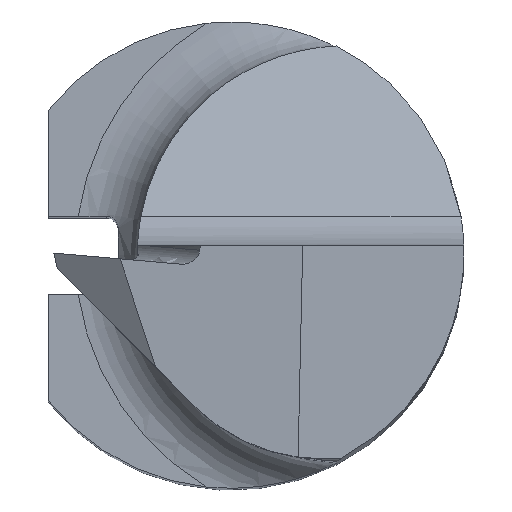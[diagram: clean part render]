
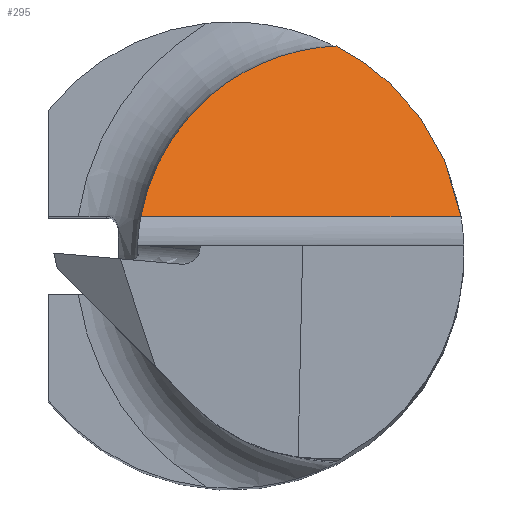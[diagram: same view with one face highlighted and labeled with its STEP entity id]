
A CAD part, top view. The second image highlights one B-rep face of the part: STEP entity #295.
In plain terms, the highlighted planar face has unit normal (0, 0.766, 0.643).
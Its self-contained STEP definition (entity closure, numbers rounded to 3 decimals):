
#1 = VECTOR ( 'NONE', #1098, 1000. ) ;
#12 = CARTESIAN_POINT ( 'NONE',  ( 2.962, 0.474, 26.623 ) ) ;
#39 = CARTESIAN_POINT ( 'NONE',  ( 1.358, 2.675, 24. ) ) ;
#51 = DIRECTION ( 'NONE',  ( 0., 0.643, -0.766 ) ) ;
#95 = EDGE_CURVE ( 'NONE', #267, #904, #1084, .T. ) ;
#133 = CARTESIAN_POINT ( 'NONE',  ( -1.158, 0.474, 26.623 ) ) ;
#153 = CARTESIAN_POINT ( 'NONE',  ( 2.231, 2.232, 24.528 ) ) ;
#180 = CARTESIAN_POINT ( 'NONE',  ( -0.927, 1.758, 25.093 ) ) ;
#267 = VERTEX_POINT ( 'NONE', #12 ) ;
#295 = ADVANCED_FACE ( 'NONE', ( #917 ), #1012, .F. ) ;
#317 = LINE ( 'NONE', #684, #1 ) ;
#333 = ORIENTED_EDGE ( 'NONE', *, *, #95, .T. ) ;
#352 = ORIENTED_EDGE ( 'NONE', *, *, #456, .T. ) ;
#373 = CARTESIAN_POINT ( 'NONE',  ( 1.358, 2.675, 24. ) ) ;
#456 = EDGE_CURVE ( 'NONE', #904, #871, #1137, .T. ) ;
#457 = CARTESIAN_POINT ( 'NONE',  ( 0.055, 2.617, 24.069 ) ) ;
#526 = DIRECTION ( 'NONE',  ( 0., -0.766, -0.643 ) ) ;
#529 = CARTESIAN_POINT ( 'NONE',  ( 2.962, 0.474, 26.623 ) ) ;
#612 = EDGE_LOOP ( 'NONE', ( #936, #333, #352 ) ) ;
#631 = CARTESIAN_POINT ( 'NONE',  ( 3., 2.675, 24. ) ) ;
#684 = CARTESIAN_POINT ( 'NONE',  ( 3., 0.474, 26.623 ) ) ;
#804 = CARTESIAN_POINT ( 'NONE',  ( 2.807, 1.441, 25.471 ) ) ;
#871 = VERTEX_POINT ( 'NONE', #133 ) ;
#904 = VERTEX_POINT ( 'NONE', #373 ) ;
#917 = FACE_OUTER_BOUND ( 'NONE', #612, .T. ) ;
#927 = EDGE_CURVE ( 'NONE', #267, #871, #317, .T. ) ;
#936 = ORIENTED_EDGE ( 'NONE', *, *, #927, .F. ) ;
#1012 = PLANE ( 'NONE',  #1209 ) ;
#1055 = CARTESIAN_POINT ( 'NONE',  ( 1.358, 2.675, 24. ) ) ;
#1084 =( BOUNDED_CURVE ( )  B_SPLINE_CURVE ( 3, ( #529, #804, #153, #39 ),
 .UNSPECIFIED., .F., .T. ) 
 B_SPLINE_CURVE_WITH_KNOTS ( ( 4, 4 ),
 ( 4.871, 5.813 ),
 .UNSPECIFIED. ) 
 CURVE ( )  GEOMETRIC_REPRESENTATION_ITEM ( )  RATIONAL_B_SPLINE_CURVE ( ( 1., 0.927, 0.927, 1. ) ) 
 REPRESENTATION_ITEM ( '' )  );
#1098 = DIRECTION ( 'NONE',  ( -1., 0., 0. ) ) ;
#1137 =( BOUNDED_CURVE ( )  B_SPLINE_CURVE ( 3, ( #1055, #457, #180, #1266 ),
 .UNSPECIFIED., .F., .T. ) 
 B_SPLINE_CURVE_WITH_KNOTS ( ( 4, 4 ),
 ( 0.045, 1.393 ),
 .UNSPECIFIED. ) 
 CURVE ( )  GEOMETRIC_REPRESENTATION_ITEM ( )  RATIONAL_B_SPLINE_CURVE ( ( 1., 0.854, 0.854, 1. ) ) 
 REPRESENTATION_ITEM ( '' )  );
#1209 = AXIS2_PLACEMENT_3D ( 'NONE', #631, #526, #51 ) ;
#1266 = CARTESIAN_POINT ( 'NONE',  ( -1.158, 0.474, 26.623 ) ) ;
